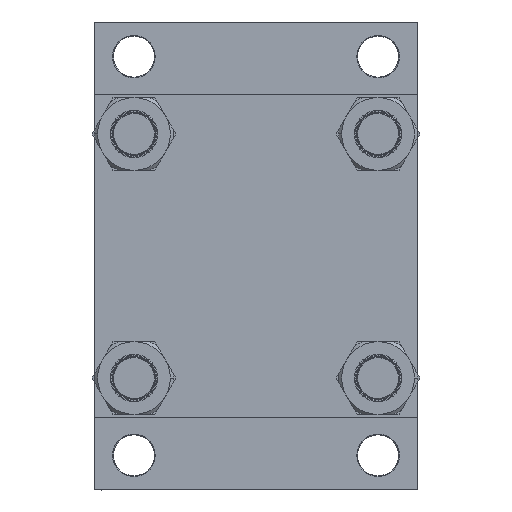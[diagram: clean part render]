
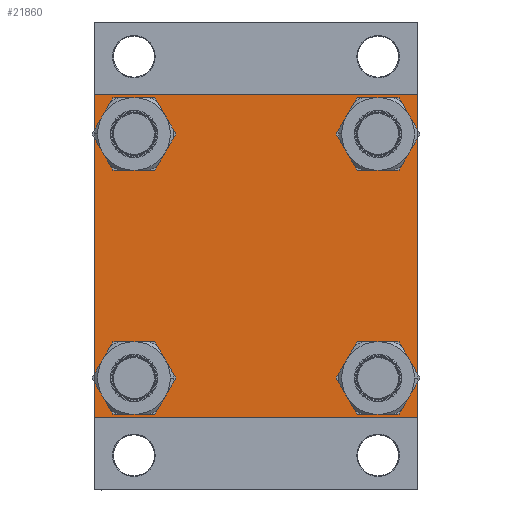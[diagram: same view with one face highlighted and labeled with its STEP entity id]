
A CAD part, left-side view. The second image highlights one B-rep face of the part: STEP entity #21860.
In plain terms, the highlighted planar face has unit normal (-1, 0, 0).
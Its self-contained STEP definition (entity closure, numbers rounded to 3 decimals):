
#24 = CARTESIAN_POINT ( 'NONE',  ( 0., 102., 102.5 ) ) ;
#258 = CARTESIAN_POINT ( 'NONE',  ( 0., -77.45, 63.45 ) ) ;
#556 = VERTEX_POINT ( 'NONE', #17984 ) ;
#1813 = AXIS2_PLACEMENT_3D ( 'NONE', #5484, #30909, #39107 ) ;
#1910 = VERTEX_POINT ( 'NONE', #10982 ) ;
#1992 = EDGE_CURVE ( 'NONE', #17961, #27027, #15810, .T. ) ;
#2080 = FACE_BOUND ( 'NONE', #19320, .T. ) ;
#2456 = CARTESIAN_POINT ( 'NONE',  ( 0., -77.45, -77.45 ) ) ;
#2530 = EDGE_CURVE ( 'NONE', #9206, #30399, #35229, .T. ) ;
#2688 = DIRECTION ( 'NONE',  ( 1., 0., 0. ) ) ;
#2847 = CIRCLE ( 'NONE', #13636, 14. ) ;
#2860 = VERTEX_POINT ( 'NONE', #24 ) ;
#3194 = ORIENTED_EDGE ( 'NONE', *, *, #8411, .F. ) ;
#3444 = FACE_BOUND ( 'NONE', #38441, .T. ) ;
#3522 = DIRECTION ( 'NONE',  ( 1., 0., 0. ) ) ;
#3618 = AXIS2_PLACEMENT_3D ( 'NONE', #46970, #42416, #24023 ) ;
#3911 = DIRECTION ( 'NONE',  ( 0., -1., 0. ) ) ;
#4292 = EDGE_CURVE ( 'NONE', #35716, #6355, #39946, .T. ) ;
#4442 = CARTESIAN_POINT ( 'NONE',  ( 0., 102.25, -102.25 ) ) ;
#5378 = AXIS2_PLACEMENT_3D ( 'NONE', #18767, #3522, #32563 ) ;
#5484 = CARTESIAN_POINT ( 'NONE',  ( 0., 77.45, 77.45 ) ) ;
#5554 = EDGE_LOOP ( 'NONE', ( #41667, #27565 ) ) ;
#6143 = CARTESIAN_POINT ( 'NONE',  ( 0., -77.45, 91.45 ) ) ;
#6326 = LINE ( 'NONE', #38594, #17898 ) ;
#6355 = VERTEX_POINT ( 'NONE', #6143 ) ;
#8301 = ORIENTED_EDGE ( 'NONE', *, *, #41452, .T. ) ;
#8411 = EDGE_CURVE ( 'NONE', #2860, #9127, #22551, .T. ) ;
#8857 = LINE ( 'NONE', #38134, #21021 ) ;
#9127 = VERTEX_POINT ( 'NONE', #22429 ) ;
#9206 = VERTEX_POINT ( 'NONE', #12954 ) ;
#9242 = ORIENTED_EDGE ( 'NONE', *, *, #24182, .T. ) ;
#9337 = DIRECTION ( 'NONE',  ( 0., 0., 1. ) ) ;
#9551 = CIRCLE ( 'NONE', #36587, 14. ) ;
#9877 = CARTESIAN_POINT ( 'NONE',  ( 0., -102.25, -102.25 ) ) ;
#10709 = EDGE_CURVE ( 'NONE', #556, #1910, #24646, .T. ) ;
#10982 = CARTESIAN_POINT ( 'NONE',  ( 0., -102.5, -102. ) ) ;
#12627 = CARTESIAN_POINT ( 'NONE',  ( 0., 102.5, 102. ) ) ;
#12714 = DIRECTION ( 'NONE',  ( 0., 0.707, -0.707 ) ) ;
#12954 = CARTESIAN_POINT ( 'NONE',  ( 0., 77.45, -63.45 ) ) ;
#13234 = DIRECTION ( 'NONE',  ( 0., 0., -1. ) ) ;
#13562 = VERTEX_POINT ( 'NONE', #29957 ) ;
#13636 = AXIS2_PLACEMENT_3D ( 'NONE', #30922, #45682, #27297 ) ;
#13942 = EDGE_CURVE ( 'NONE', #41842, #13562, #26248, .T. ) ;
#15457 = CARTESIAN_POINT ( 'NONE',  ( 0., 77.45, -77.45 ) ) ;
#15810 = LINE ( 'NONE', #4442, #31374 ) ;
#15994 = CARTESIAN_POINT ( 'NONE',  ( 0., 77.45, 77.45 ) ) ;
#16873 = LINE ( 'NONE', #34138, #34177 ) ;
#17060 = PLANE ( 'NONE',  #32662 ) ;
#17703 = CARTESIAN_POINT ( 'NONE',  ( 0., 102.5, 102.5 ) ) ;
#17898 = VECTOR ( 'NONE', #46960, 1000. ) ;
#17961 = VERTEX_POINT ( 'NONE', #44352 ) ;
#17984 = CARTESIAN_POINT ( 'NONE',  ( 0., -102., -102.5 ) ) ;
#18194 = FACE_BOUND ( 'NONE', #5554, .T. ) ;
#18767 = CARTESIAN_POINT ( 'NONE',  ( 0., -77.45, -77.45 ) ) ;
#18818 = DIRECTION ( 'NONE',  ( 0., 0., 1. ) ) ;
#19000 = AXIS2_PLACEMENT_3D ( 'NONE', #15457, #19093, #47887 ) ;
#19054 = DIRECTION ( 'NONE',  ( 1., 0., 0. ) ) ;
#19093 = DIRECTION ( 'NONE',  ( 1., 0., 0. ) ) ;
#19283 = ORIENTED_EDGE ( 'NONE', *, *, #2530, .T. ) ;
#19320 = EDGE_LOOP ( 'NONE', ( #22373, #37273 ) ) ;
#19546 = CIRCLE ( 'NONE', #30393, 14. ) ;
#20235 = FACE_OUTER_BOUND ( 'NONE', #20996, .T. ) ;
#20572 = EDGE_CURVE ( 'NONE', #27027, #556, #46106, .T. ) ;
#20756 = ORIENTED_EDGE ( 'NONE', *, *, #20572, .T. ) ;
#20930 = CARTESIAN_POINT ( 'NONE',  ( 0., 0., 0. ) ) ;
#20996 = EDGE_LOOP ( 'NONE', ( #8301, #39556, #20756, #45410, #39224, #21251, #3194, #9242 ) ) ;
#21021 = VECTOR ( 'NONE', #12714, 1000. ) ;
#21251 = ORIENTED_EDGE ( 'NONE', *, *, #23091, .T. ) ;
#21860 = ADVANCED_FACE ( 'NONE', ( #2080, #39089, #3444, #18194, #20235 ), #17060, .T. ) ;
#22373 = ORIENTED_EDGE ( 'NONE', *, *, #28642, .T. ) ;
#22429 = CARTESIAN_POINT ( 'NONE',  ( 0., -102., 102.5 ) ) ;
#22551 = LINE ( 'NONE', #17703, #36214 ) ;
#23079 = DIRECTION ( 'NONE',  ( 0., -0.707, -0.707 ) ) ;
#23091 = EDGE_CURVE ( 'NONE', #44017, #9127, #6326, .T. ) ;
#23313 = EDGE_CURVE ( 'NONE', #44017, #1910, #34613, .T. ) ;
#24023 = DIRECTION ( 'NONE',  ( 0., 0., 1. ) ) ;
#24182 = EDGE_CURVE ( 'NONE', #2860, #35511, #8857, .T. ) ;
#24646 = LINE ( 'NONE', #9877, #43122 ) ;
#26041 = EDGE_CURVE ( 'NONE', #30399, #9206, #19546, .T. ) ;
#26248 = CIRCLE ( 'NONE', #5378, 14. ) ;
#26509 = CIRCLE ( 'NONE', #1813, 14. ) ;
#27010 = CARTESIAN_POINT ( 'NONE',  ( 0., 77.45, -91.45 ) ) ;
#27027 = VERTEX_POINT ( 'NONE', #30972 ) ;
#27297 = DIRECTION ( 'NONE',  ( 0., 0., 1. ) ) ;
#27565 = ORIENTED_EDGE ( 'NONE', *, *, #47537, .T. ) ;
#27693 = EDGE_CURVE ( 'NONE', #13562, #41842, #9551, .T. ) ;
#27716 = CARTESIAN_POINT ( 'NONE',  ( 0., 102.5, -102.5 ) ) ;
#28642 = EDGE_CURVE ( 'NONE', #6355, #35716, #2847, .T. ) ;
#29957 = CARTESIAN_POINT ( 'NONE',  ( 0., -77.45, -91.45 ) ) ;
#30393 = AXIS2_PLACEMENT_3D ( 'NONE', #37442, #19054, #18818 ) ;
#30399 = VERTEX_POINT ( 'NONE', #27010 ) ;
#30516 = DIRECTION ( 'NONE',  ( 0., 0., -1. ) ) ;
#30909 = DIRECTION ( 'NONE',  ( 1., 0., 0. ) ) ;
#30922 = CARTESIAN_POINT ( 'NONE',  ( 0., -77.45, 77.45 ) ) ;
#30972 = CARTESIAN_POINT ( 'NONE',  ( 0., 102., -102.5 ) ) ;
#31217 = CIRCLE ( 'NONE', #36574, 14. ) ;
#31374 = VECTOR ( 'NONE', #23079, 1000. ) ;
#31743 = DIRECTION ( 'NONE',  ( 0., 0., 1. ) ) ;
#32563 = DIRECTION ( 'NONE',  ( 0., 0., 1. ) ) ;
#32662 = AXIS2_PLACEMENT_3D ( 'NONE', #20930, #42491, #9337 ) ;
#34138 = CARTESIAN_POINT ( 'NONE',  ( 0., 102.5, 102.5 ) ) ;
#34177 = VECTOR ( 'NONE', #13234, 1000. ) ;
#34373 = CARTESIAN_POINT ( 'NONE',  ( 0., -102.5, 102.5 ) ) ;
#34613 = LINE ( 'NONE', #34373, #36551 ) ;
#35229 = CIRCLE ( 'NONE', #19000, 14. ) ;
#35365 = CARTESIAN_POINT ( 'NONE',  ( 0., 77.45, 91.45 ) ) ;
#35511 = VERTEX_POINT ( 'NONE', #12627 ) ;
#35716 = VERTEX_POINT ( 'NONE', #258 ) ;
#36214 = VECTOR ( 'NONE', #3911, 1000. ) ;
#36551 = VECTOR ( 'NONE', #30516, 1000. ) ;
#36574 = AXIS2_PLACEMENT_3D ( 'NONE', #15994, #37309, #45290 ) ;
#36587 = AXIS2_PLACEMENT_3D ( 'NONE', #2456, #2688, #31743 ) ;
#37273 = ORIENTED_EDGE ( 'NONE', *, *, #4292, .T. ) ;
#37309 = DIRECTION ( 'NONE',  ( 1., 0., 0. ) ) ;
#37442 = CARTESIAN_POINT ( 'NONE',  ( 0., 77.45, -77.45 ) ) ;
#38134 = CARTESIAN_POINT ( 'NONE',  ( 0., 102.25, 102.25 ) ) ;
#38441 = EDGE_LOOP ( 'NONE', ( #19283, #39263 ) ) ;
#38594 = CARTESIAN_POINT ( 'NONE',  ( 0., -102.25, 102.25 ) ) ;
#39089 = FACE_BOUND ( 'NONE', #42777, .T. ) ;
#39107 = DIRECTION ( 'NONE',  ( 0., 0., 1. ) ) ;
#39224 = ORIENTED_EDGE ( 'NONE', *, *, #23313, .F. ) ;
#39263 = ORIENTED_EDGE ( 'NONE', *, *, #26041, .T. ) ;
#39397 = DIRECTION ( 'NONE',  ( 0., -0.707, 0.707 ) ) ;
#39556 = ORIENTED_EDGE ( 'NONE', *, *, #1992, .T. ) ;
#39946 = CIRCLE ( 'NONE', #3618, 14. ) ;
#41376 = VERTEX_POINT ( 'NONE', #35365 ) ;
#41452 = EDGE_CURVE ( 'NONE', #35511, #17961, #16873, .T. ) ;
#41667 = ORIENTED_EDGE ( 'NONE', *, *, #46083, .T. ) ;
#41842 = VERTEX_POINT ( 'NONE', #44549 ) ;
#41984 = CARTESIAN_POINT ( 'NONE',  ( 0., 77.45, 63.45 ) ) ;
#42416 = DIRECTION ( 'NONE',  ( 1., 0., 0. ) ) ;
#42491 = DIRECTION ( 'NONE',  ( -1., 0., 0. ) ) ;
#42777 = EDGE_LOOP ( 'NONE', ( #47523, #43572 ) ) ;
#43122 = VECTOR ( 'NONE', #39397, 1000. ) ;
#43503 = CARTESIAN_POINT ( 'NONE',  ( 0., -102.5, 102. ) ) ;
#43572 = ORIENTED_EDGE ( 'NONE', *, *, #27693, .T. ) ;
#44017 = VERTEX_POINT ( 'NONE', #43503 ) ;
#44238 = VECTOR ( 'NONE', #46337, 1000. ) ;
#44352 = CARTESIAN_POINT ( 'NONE',  ( 0., 102.5, -102. ) ) ;
#44549 = CARTESIAN_POINT ( 'NONE',  ( 0., -77.45, -63.45 ) ) ;
#45290 = DIRECTION ( 'NONE',  ( 0., 0., 1. ) ) ;
#45410 = ORIENTED_EDGE ( 'NONE', *, *, #10709, .T. ) ;
#45682 = DIRECTION ( 'NONE',  ( 1., 0., 0. ) ) ;
#46083 = EDGE_CURVE ( 'NONE', #41376, #47360, #26509, .T. ) ;
#46106 = LINE ( 'NONE', #27716, #44238 ) ;
#46337 = DIRECTION ( 'NONE',  ( 0., -1., 0. ) ) ;
#46960 = DIRECTION ( 'NONE',  ( 0., 0.707, 0.707 ) ) ;
#46970 = CARTESIAN_POINT ( 'NONE',  ( 0., -77.45, 77.45 ) ) ;
#47360 = VERTEX_POINT ( 'NONE', #41984 ) ;
#47523 = ORIENTED_EDGE ( 'NONE', *, *, #13942, .T. ) ;
#47537 = EDGE_CURVE ( 'NONE', #47360, #41376, #31217, .T. ) ;
#47887 = DIRECTION ( 'NONE',  ( 0., 0., 1. ) ) ;
